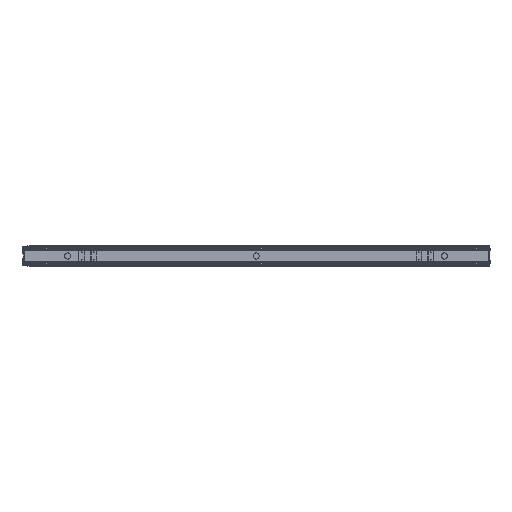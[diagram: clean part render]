
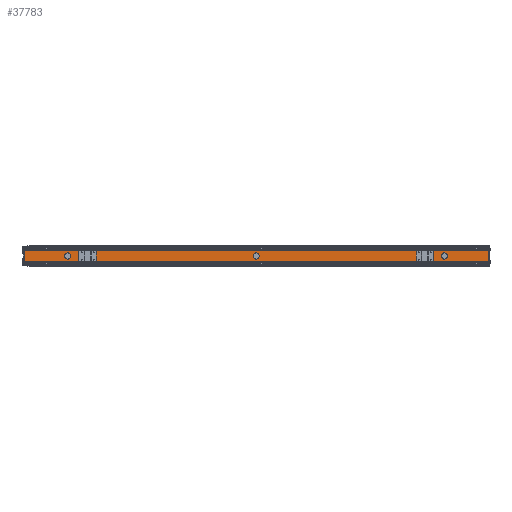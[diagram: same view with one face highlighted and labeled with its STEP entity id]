
A CAD part, left-side view. The second image highlights one B-rep face of the part: STEP entity #37783.
In plain terms, the highlighted face is planar.
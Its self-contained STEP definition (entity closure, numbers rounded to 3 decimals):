
#544=FACE_BOUND('',#5776,.T.);
#545=FACE_BOUND('',#5777,.T.);
#546=FACE_BOUND('',#5778,.T.);
#547=FACE_BOUND('',#5779,.T.);
#548=FACE_BOUND('',#5780,.T.);
#1295=PLANE('',#40523);
#3646=FACE_OUTER_BOUND('',#5775,.T.);
#5775=EDGE_LOOP('',(#30398,#30399,#30400,#30401));
#5776=EDGE_LOOP('',(#30402,#30403,#30404,#30405));
#5777=EDGE_LOOP('',(#30406,#30407,#30408,#30409));
#5778=EDGE_LOOP('',(#30410));
#5779=EDGE_LOOP('',(#30411));
#5780=EDGE_LOOP('',(#30412));
#8816=LINE('',#57473,#13452);
#8820=LINE('',#57481,#13456);
#8823=LINE('',#57487,#13459);
#8826=LINE('',#57492,#13462);
#8828=LINE('',#57498,#13464);
#8832=LINE('',#57506,#13468);
#8835=LINE('',#57512,#13471);
#8838=LINE('',#57517,#13474);
#8858=LINE('',#57578,#13494);
#8876=LINE('',#57622,#13512);
#8877=LINE('',#57624,#13513);
#8878=LINE('',#57626,#13514);
#13452=VECTOR('',#46283,10.);
#13456=VECTOR('',#46289,10.);
#13459=VECTOR('',#46294,10.);
#13462=VECTOR('',#46299,10.);
#13464=VECTOR('',#46305,10.);
#13468=VECTOR('',#46311,10.);
#13471=VECTOR('',#46316,10.);
#13474=VECTOR('',#46321,10.);
#13494=VECTOR('',#46387,10.);
#13512=VECTOR('',#46433,10.);
#13513=VECTOR('',#46436,10.);
#13514=VECTOR('',#46439,10.);
#16636=CIRCLE('',#40486,14.);
#16638=CIRCLE('',#40489,14.);
#16640=CIRCLE('',#40492,14.);
#18302=VERTEX_POINT('',#57471);
#18303=VERTEX_POINT('',#57472);
#18306=VERTEX_POINT('',#57480);
#18308=VERTEX_POINT('',#57486);
#18310=VERTEX_POINT('',#57496);
#18311=VERTEX_POINT('',#57497);
#18314=VERTEX_POINT('',#57505);
#18316=VERTEX_POINT('',#57511);
#18318=VERTEX_POINT('',#57521);
#18320=VERTEX_POINT('',#57527);
#18322=VERTEX_POINT('',#57533);
#18333=VERTEX_POINT('',#57563);
#18334=VERTEX_POINT('',#57567);
#18345=VERTEX_POINT('',#57607);
#18346=VERTEX_POINT('',#57611);
#22616=EDGE_CURVE('',#18302,#18303,#8816,.T.);
#22620=EDGE_CURVE('',#18306,#18302,#8820,.T.);
#22623=EDGE_CURVE('',#18308,#18306,#8823,.T.);
#22626=EDGE_CURVE('',#18303,#18308,#8826,.T.);
#22628=EDGE_CURVE('',#18310,#18311,#8828,.T.);
#22632=EDGE_CURVE('',#18314,#18310,#8832,.T.);
#22635=EDGE_CURVE('',#18316,#18314,#8835,.T.);
#22638=EDGE_CURVE('',#18311,#18316,#8838,.T.);
#22640=EDGE_CURVE('',#18318,#18318,#16636,.T.);
#22643=EDGE_CURVE('',#18320,#18320,#16638,.T.);
#22646=EDGE_CURVE('',#18322,#18322,#16640,.T.);
#22668=EDGE_CURVE('',#18334,#18333,#8858,.T.);
#22690=EDGE_CURVE('',#18345,#18346,#8876,.T.);
#22691=EDGE_CURVE('',#18334,#18346,#8877,.T.);
#22692=EDGE_CURVE('',#18333,#18345,#8878,.T.);
#30398=ORIENTED_EDGE('',*,*,#22668,.T.);
#30399=ORIENTED_EDGE('',*,*,#22692,.T.);
#30400=ORIENTED_EDGE('',*,*,#22690,.T.);
#30401=ORIENTED_EDGE('',*,*,#22691,.F.);
#30402=ORIENTED_EDGE('',*,*,#22616,.T.);
#30403=ORIENTED_EDGE('',*,*,#22626,.T.);
#30404=ORIENTED_EDGE('',*,*,#22623,.T.);
#30405=ORIENTED_EDGE('',*,*,#22620,.T.);
#30406=ORIENTED_EDGE('',*,*,#22628,.T.);
#30407=ORIENTED_EDGE('',*,*,#22638,.T.);
#30408=ORIENTED_EDGE('',*,*,#22635,.T.);
#30409=ORIENTED_EDGE('',*,*,#22632,.T.);
#30410=ORIENTED_EDGE('',*,*,#22640,.T.);
#30411=ORIENTED_EDGE('',*,*,#22643,.T.);
#30412=ORIENTED_EDGE('',*,*,#22646,.T.);
#37783=ADVANCED_FACE('',(#3646,#544,#545,#546,#547,#548),#1295,.T.);
#40486=AXIS2_PLACEMENT_3D('',#57522,#46327,#46328);
#40489=AXIS2_PLACEMENT_3D('',#57528,#46334,#46335);
#40492=AXIS2_PLACEMENT_3D('',#57534,#46341,#46342);
#40523=AXIS2_PLACEMENT_3D('',#57627,#46440,#46441);
#46283=DIRECTION('',(0.,0.,-1.));
#46289=DIRECTION('',(-1.,0.,0.));
#46294=DIRECTION('',(0.,0.,1.));
#46299=DIRECTION('',(1.,0.,0.));
#46305=DIRECTION('',(0.,0.,-1.));
#46311=DIRECTION('',(-1.,0.,0.));
#46316=DIRECTION('',(0.,0.,1.));
#46321=DIRECTION('',(1.,0.,0.));
#46327=DIRECTION('center_axis',(0.,-1.,0.));
#46328=DIRECTION('ref_axis',(-1.,0.,0.));
#46334=DIRECTION('center_axis',(0.,-1.,0.));
#46335=DIRECTION('ref_axis',(-1.,0.,0.));
#46341=DIRECTION('center_axis',(0.,-1.,0.));
#46342=DIRECTION('ref_axis',(-1.,0.,0.));
#46387=DIRECTION('',(-1.,0.,0.));
#46433=DIRECTION('',(1.,0.,0.));
#46436=DIRECTION('',(0.,0.,1.));
#46439=DIRECTION('',(0.,0.,1.));
#46440=DIRECTION('center_axis',(0.,1.,0.));
#46441=DIRECTION('ref_axis',(0.,0.,1.));
#57471=CARTESIAN_POINT('',(-1870.5,0.8,2.75));
#57472=CARTESIAN_POINT('',(-1870.5,0.8,-2.75));
#57473=CARTESIAN_POINT('',(-1870.5,0.8,8.375));
#57480=CARTESIAN_POINT('',(-1870.,0.8,2.75));
#57481=CARTESIAN_POINT('',(-1465.,0.8,2.75));
#57486=CARTESIAN_POINT('',(-1870.,0.8,-2.75));
#57487=CARTESIAN_POINT('',(-1870.,0.8,5.625));
#57492=CARTESIAN_POINT('',(-1465.25,0.8,-2.75));
#57496=CARTESIAN_POINT('',(-250.5,0.8,2.75));
#57497=CARTESIAN_POINT('',(-250.5,0.8,-2.75));
#57498=CARTESIAN_POINT('',(-250.5,0.8,8.375));
#57505=CARTESIAN_POINT('',(-250.,0.8,2.75));
#57506=CARTESIAN_POINT('',(-655.,0.8,2.75));
#57511=CARTESIAN_POINT('',(-250.,0.8,-2.75));
#57512=CARTESIAN_POINT('',(-250.,0.8,5.625));
#57517=CARTESIAN_POINT('',(-655.25,0.8,-2.75));
#57521=CARTESIAN_POINT('',(-1906.,0.8,0.));
#57522=CARTESIAN_POINT('Origin',(-1920.,0.8,0.));
#57527=CARTESIAN_POINT('',(-1046.,0.8,0.));
#57528=CARTESIAN_POINT('Origin',(-1060.,0.8,0.));
#57533=CARTESIAN_POINT('',(-186.,0.8,0.));
#57534=CARTESIAN_POINT('Origin',(-200.,0.8,0.));
#57563=CARTESIAN_POINT('',(-2120.,0.8,-26.4));
#57567=CARTESIAN_POINT('',(0.,0.8,-26.4));
#57578=CARTESIAN_POINT('',(-530.,0.8,-26.4));
#57607=CARTESIAN_POINT('',(-2120.,0.8,26.4));
#57611=CARTESIAN_POINT('',(0.,0.8,26.4));
#57622=CARTESIAN_POINT('',(-530.,0.8,26.4));
#57624=CARTESIAN_POINT('',(0.,0.8,28.));
#57626=CARTESIAN_POINT('',(-2120.,0.8,0.));
#57627=CARTESIAN_POINT('Origin',(-1060.,0.8,14.));
